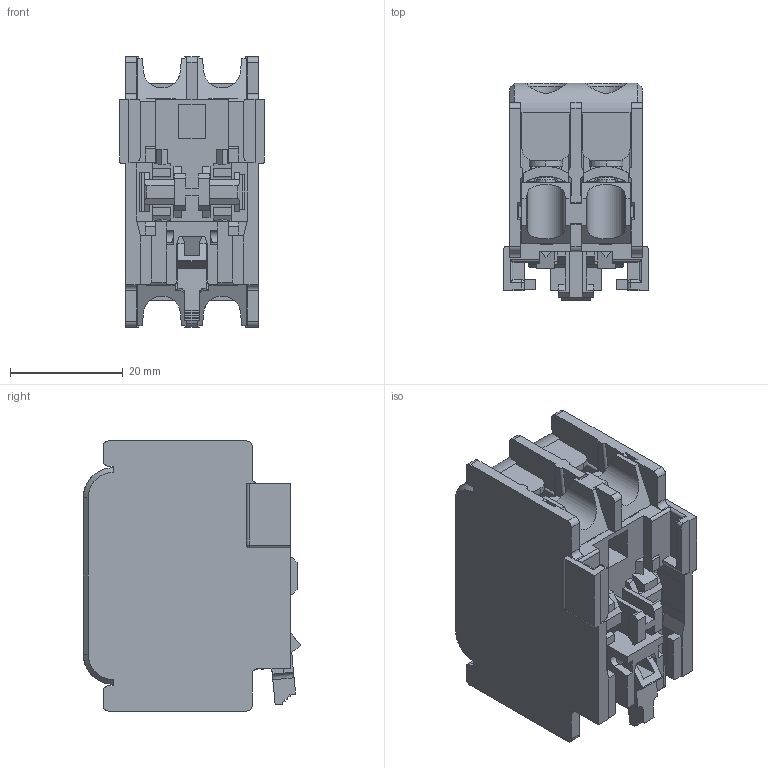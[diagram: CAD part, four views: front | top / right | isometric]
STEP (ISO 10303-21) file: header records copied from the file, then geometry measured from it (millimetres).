
FILE_DESCRIPTION((''),'2;1');
FILE_NAME('2400029300_SW0001','2025-07-10T',('yunfei.yang'),(''),'PRO/ENGINEER BY PARAMETRIC TECHNOLOGY CORPORATION, 2017170','PRO/ENGINEER BY PARAMETRIC TECHNOLOGY CORPORATION, 2017170','');
FILE_SCHEMA(('CONFIG_CONTROL_DESIGN'));
Products named in the file (1): 2400029300_SW0001
Bounding box: 25.7 x 38.63 x 48 mm (x, y, z)
Volume: 25629.7 mm3; surface area: 18243 mm2
Topology: 2 solids, 2 shells, 2034 faces, 5733 edges, 3598 vertices
Faces by surface type: plane 1433, cylinder 431, torus 66, cone 52, bspline 48, sphere 4
Entity records: 74522 total; most frequent: CARTESIAN_POINT 22545, ORIENTED_EDGE 11466, DIRECTION 10054, EDGE_CURVE 5733, VECTOR 4176, LINE 4176, VERTEX_POINT 3598, AXIS2_PLACEMENT_3D 2939
